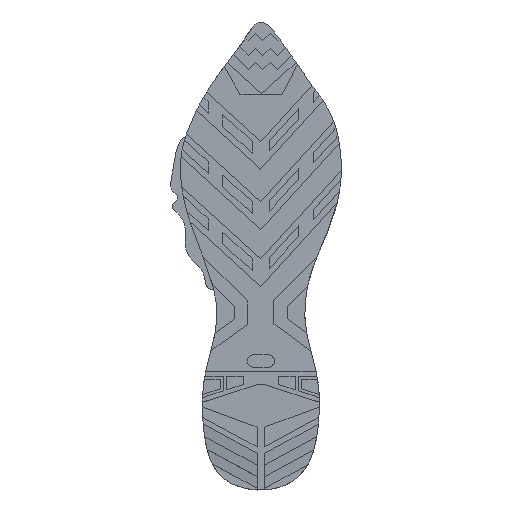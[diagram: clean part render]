
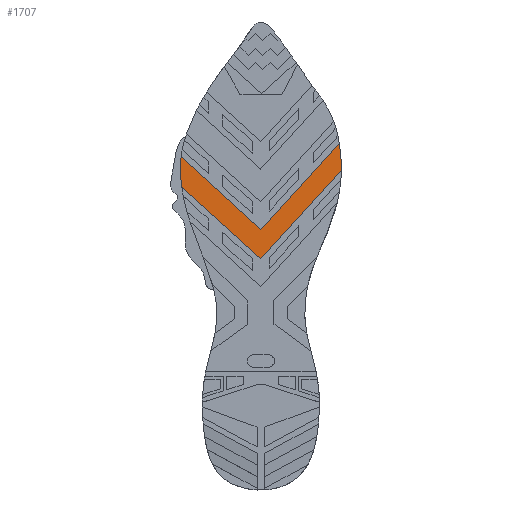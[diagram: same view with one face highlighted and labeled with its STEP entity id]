
A CAD part, top view. The second image highlights one B-rep face of the part: STEP entity #1707.
In plain terms, the highlighted face is planar.
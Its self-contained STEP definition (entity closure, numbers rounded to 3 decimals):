
#52 = DIRECTION ( 'NONE',  ( 0.673, 0., 0.74 ) ) ;
#108 = EDGE_LOOP ( 'NONE', ( #3496, #5781, #2345, #3138, #2777, #2040 ) ) ;
#127 = VERTEX_POINT ( 'NONE', #4007 ) ;
#310 = CARTESIAN_POINT ( 'NONE',  ( 0., 3., -38.144 ) ) ;
#347 = VECTOR ( 'NONE', #2093, 1000. ) ;
#399 = VECTOR ( 'NONE', #52, 1000. ) ;
#478 = CARTESIAN_POINT ( 'NONE',  ( -18.986, 3., -20.88 ) ) ;
#943 = EDGE_CURVE ( 'NONE', #4471, #1516, #3061, .T. ) ;
#970 = AXIS2_PLACEMENT_3D ( 'NONE', #1012, #4525, #6571 ) ;
#1012 = CARTESIAN_POINT ( 'NONE',  ( 0., 3., 0. ) ) ;
#1457 = CARTESIAN_POINT ( 'NONE',  ( -54.34, 3., -112.681 ) ) ;
#1516 = VERTEX_POINT ( 'NONE', #310 ) ;
#1555 = CARTESIAN_POINT ( 'NONE',  ( 54.096, 3., -87.331 ) ) ;
#1629 = EDGE_CURVE ( 'NONE', #6027, #4777, #4750, .T. ) ;
#1707 = ADVANCED_FACE ( 'NONE', ( #3005 ), #2465, .T. ) ;
#1943 = CARTESIAN_POINT ( 'NONE',  ( 54.551, 3., -107.835 ) ) ;
#2040 = ORIENTED_EDGE ( 'NONE', *, *, #1629, .T. ) ;
#2093 = DIRECTION ( 'NONE',  ( 0.673, 0., 0.74 ) ) ;
#2240 = CARTESIAN_POINT ( 'NONE',  ( -28.986, 3., -31.879 ) ) ;
#2345 = ORIENTED_EDGE ( 'NONE', *, *, #4754, .T. ) ;
#2373 = CARTESIAN_POINT ( 'NONE',  ( -54.95, 3., -106.378 ) ) ;
#2465 = PLANE ( 'NONE',  #970 ) ;
#2501 = CARTESIAN_POINT ( 'NONE',  ( 55.105, 3., -102.894 ) ) ;
#2529 = DIRECTION ( 'NONE',  ( 0.74, 0., -0.673 ) ) ;
#2602 = CARTESIAN_POINT ( 'NONE',  ( 28.986, 3., -26.356 ) ) ;
#2692 = VECTOR ( 'NONE', #5883, 1000. ) ;
#2777 = ORIENTED_EDGE ( 'NONE', *, *, #6644, .F. ) ;
#2975 = CARTESIAN_POINT ( 'NONE',  ( 54.589, 3., -107.512 ) ) ;
#3005 = FACE_OUTER_BOUND ( 'NONE', #108, .T. ) ;
#3061 = LINE ( 'NONE', #5125, #399 ) ;
#3072 = CARTESIAN_POINT ( 'NONE',  ( 55.059, 3., -95.959 ) ) ;
#3110 = LINE ( 'NONE', #2602, #347 ) ;
#3138 = ORIENTED_EDGE ( 'NONE', *, *, #3681, .T. ) ;
#3293 = VERTEX_POINT ( 'NONE', #3787 ) ;
#3496 = ORIENTED_EDGE ( 'NONE', *, *, #5174, .F. ) ;
#3514 = CARTESIAN_POINT ( 'NONE',  ( -55.013, 3., -100.256 ) ) ;
#3544 = CARTESIAN_POINT ( 'NONE',  ( 54.096, 3., -87.331 ) ) ;
#3681 = EDGE_CURVE ( 'NONE', #3293, #127, #3110, .T. ) ;
#3787 = CARTESIAN_POINT ( 'NONE',  ( -53.596, 3., -117.179 ) ) ;
#3910 = B_SPLINE_CURVE_WITH_KNOTS ( 'NONE', 3,
 ( #4056, #3514, #2373, #1457, #5571 ),
 .UNSPECIFIED., .F., .F.,
 ( 4, 1, 4 ),
 ( 0.838, 0.843, 0.855 ),
 .UNSPECIFIED. ) ;
#4007 = CARTESIAN_POINT ( 'NONE',  ( 0., 3., -58.234 ) ) ;
#4056 = CARTESIAN_POINT ( 'NONE',  ( -54.991, 3., -98.622 ) ) ;
#4164 = CARTESIAN_POINT ( 'NONE',  ( -54.991, 3., -98.622 ) ) ;
#4471 = VERTEX_POINT ( 'NONE', #4164 ) ;
#4525 = DIRECTION ( 'NONE',  ( 0., -1., 0. ) ) ;
#4750 = B_SPLINE_CURVE_WITH_KNOTS ( 'NONE', 3,
 ( #5101, #2975, #2501, #3072, #5166, #1555 ),
 .UNSPECIFIED., .F., .F.,
 ( 4, 1, 1, 4 ),
 ( 0.151, 0.152, 0.167, 0.175 ),
 .UNSPECIFIED. ) ;
#4754 = EDGE_CURVE ( 'NONE', #4471, #3293, #3910, .T. ) ;
#4777 = VERTEX_POINT ( 'NONE', #3544 ) ;
#4814 = LINE ( 'NONE', #2240, #2692 ) ;
#5101 = CARTESIAN_POINT ( 'NONE',  ( 54.551, 3., -107.835 ) ) ;
#5125 = CARTESIAN_POINT ( 'NONE',  ( 18.986, 3., -17.263 ) ) ;
#5166 = CARTESIAN_POINT ( 'NONE',  ( 54.401, 3., -89.592 ) ) ;
#5174 = EDGE_CURVE ( 'NONE', #1516, #4777, #6223, .T. ) ;
#5571 = CARTESIAN_POINT ( 'NONE',  ( -53.596, 3., -117.179 ) ) ;
#5781 = ORIENTED_EDGE ( 'NONE', *, *, #943, .F. ) ;
#5883 = DIRECTION ( 'NONE',  ( -0.74, 0., 0.673 ) ) ;
#6027 = VERTEX_POINT ( 'NONE', #1943 ) ;
#6223 = LINE ( 'NONE', #478, #6295 ) ;
#6295 = VECTOR ( 'NONE', #2529, 1000. ) ;
#6571 = DIRECTION ( 'NONE',  ( 0., 0., -1. ) ) ;
#6644 = EDGE_CURVE ( 'NONE', #6027, #127, #4814, .T. ) ;
